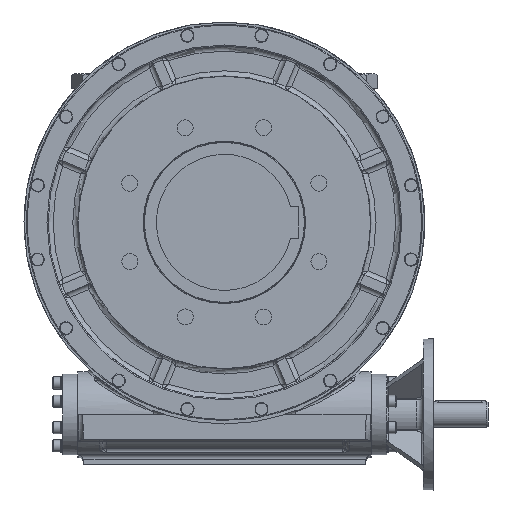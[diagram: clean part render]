
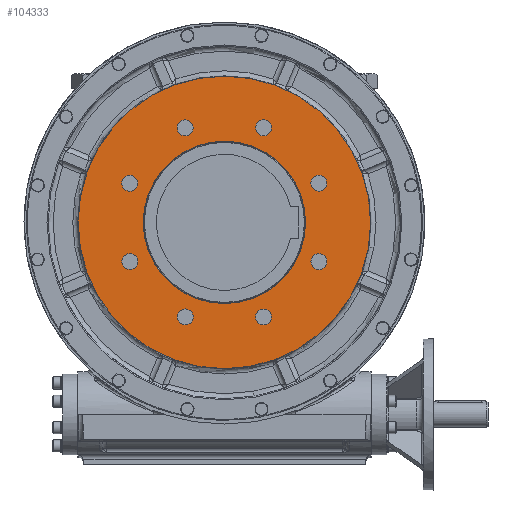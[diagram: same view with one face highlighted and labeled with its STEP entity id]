
A CAD part, front view. The second image highlights one B-rep face of the part: STEP entity #104333.
In plain terms, the highlighted planar face has unit normal (0, -1, 0).
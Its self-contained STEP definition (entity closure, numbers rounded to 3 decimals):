
#3900=PLANE('',#111905);
#43285=ORIENTED_EDGE('',*,*,#67457,.T.);
#43286=ORIENTED_EDGE('',*,*,#67456,.T.);
#43287=ORIENTED_EDGE('',*,*,#67455,.T.);
#43288=ORIENTED_EDGE('',*,*,#67454,.T.);
#43289=ORIENTED_EDGE('',*,*,#67453,.T.);
#43290=ORIENTED_EDGE('',*,*,#67452,.T.);
#43291=ORIENTED_EDGE('',*,*,#67451,.T.);
#43292=ORIENTED_EDGE('',*,*,#67450,.T.);
#43293=ORIENTED_EDGE('',*,*,#67449,.T.);
#43294=ORIENTED_EDGE('',*,*,#67458,.F.);
#67449=EDGE_CURVE('',#80432,#80432,#87676,.F.);
#67450=EDGE_CURVE('',#80433,#80433,#87677,.T.);
#67451=EDGE_CURVE('',#80434,#80434,#87678,.T.);
#67452=EDGE_CURVE('',#80435,#80435,#87679,.T.);
#67453=EDGE_CURVE('',#80436,#80436,#87680,.T.);
#67454=EDGE_CURVE('',#80437,#80437,#87681,.T.);
#67455=EDGE_CURVE('',#80438,#80438,#87682,.T.);
#67456=EDGE_CURVE('',#80439,#80439,#87683,.T.);
#67457=EDGE_CURVE('',#80440,#80440,#87684,.T.);
#67458=EDGE_CURVE('',#80441,#80441,#87685,.F.);
#80432=VERTEX_POINT('',#182371);
#80433=VERTEX_POINT('',#182374);
#80434=VERTEX_POINT('',#182377);
#80435=VERTEX_POINT('',#182380);
#80436=VERTEX_POINT('',#182383);
#80437=VERTEX_POINT('',#182386);
#80438=VERTEX_POINT('',#182389);
#80439=VERTEX_POINT('',#182392);
#80440=VERTEX_POINT('',#182395);
#80441=VERTEX_POINT('',#182398);
#87676=CIRCLE('',#111888,161.093);
#87677=CIRCLE('',#111890,15.835);
#87678=CIRCLE('',#111892,15.835);
#87679=CIRCLE('',#111894,15.835);
#87680=CIRCLE('',#111896,15.835);
#87681=CIRCLE('',#111898,15.835);
#87682=CIRCLE('',#111900,15.835);
#87683=CIRCLE('',#111902,15.835);
#87684=CIRCLE('',#111904,15.835);
#87685=CIRCLE('',#111906,290.07);
#91193=EDGE_LOOP('',(#43285));
#91194=EDGE_LOOP('',(#43286));
#91195=EDGE_LOOP('',(#43287));
#91196=EDGE_LOOP('',(#43288));
#91197=EDGE_LOOP('',(#43289));
#91198=EDGE_LOOP('',(#43290));
#91199=EDGE_LOOP('',(#43291));
#91200=EDGE_LOOP('',(#43292));
#91201=EDGE_LOOP('',(#43293));
#91202=EDGE_LOOP('',(#43294));
#97693=FACE_BOUND('',#91193,.T.);
#97694=FACE_BOUND('',#91194,.T.);
#97695=FACE_BOUND('',#91195,.T.);
#97696=FACE_BOUND('',#91196,.T.);
#97697=FACE_BOUND('',#91197,.T.);
#97698=FACE_BOUND('',#91198,.T.);
#97699=FACE_BOUND('',#91199,.T.);
#97700=FACE_BOUND('',#91200,.T.);
#97701=FACE_BOUND('',#91201,.T.);
#97702=FACE_BOUND('',#91202,.T.);
#104333=ADVANCED_FACE('',(#97693,#97694,#97695,#97696,#97697,#97698,#97699,
#97700,#97701,#97702),#3900,.T.);
#111888=AXIS2_PLACEMENT_3D('',#182370,#127166,#127167);
#111890=AXIS2_PLACEMENT_3D('',#182373,#127170,#127171);
#111892=AXIS2_PLACEMENT_3D('',#182376,#127174,#127175);
#111894=AXIS2_PLACEMENT_3D('',#182379,#127178,#127179);
#111896=AXIS2_PLACEMENT_3D('',#182382,#127182,#127183);
#111898=AXIS2_PLACEMENT_3D('',#182385,#127186,#127187);
#111900=AXIS2_PLACEMENT_3D('',#182388,#127190,#127191);
#111902=AXIS2_PLACEMENT_3D('',#182391,#127194,#127195);
#111904=AXIS2_PLACEMENT_3D('',#182394,#127198,#127199);
#111905=AXIS2_PLACEMENT_3D('',#182396,#127200,#127201);
#111906=AXIS2_PLACEMENT_3D('',#182397,#127202,#127203);
#127166=DIRECTION('',(0.,-1.,0.));
#127167=DIRECTION('',(0.,0.,-1.));
#127170=DIRECTION('',(0.,1.,0.));
#127171=DIRECTION('',(0.,0.,-1.));
#127174=DIRECTION('',(0.,1.,0.));
#127175=DIRECTION('',(0.707,0.,-0.707));
#127178=DIRECTION('',(0.,1.,0.));
#127179=DIRECTION('',(1.,0.,0.));
#127182=DIRECTION('',(0.,1.,0.));
#127183=DIRECTION('',(0.707,0.,0.707));
#127186=DIRECTION('',(0.,1.,0.));
#127187=DIRECTION('',(0.,0.,1.));
#127190=DIRECTION('',(0.,1.,0.));
#127191=DIRECTION('',(-0.707,0.,0.707));
#127194=DIRECTION('',(0.,1.,0.));
#127195=DIRECTION('',(-1.,0.,0.));
#127198=DIRECTION('',(0.,1.,0.));
#127199=DIRECTION('',(-0.707,0.,-0.707));
#127200=DIRECTION('',(0.,-1.,0.));
#127201=DIRECTION('',(0.,0.,-1.));
#127202=DIRECTION('',(0.,-1.,0.));
#127203=DIRECTION('',(0.,0.,-1.));
#182370=CARTESIAN_POINT('',(0.,0.,0.));
#182371=CARTESIAN_POINT('',(0.,0.,-161.093));
#182373=CARTESIAN_POINT('',(77.685,0.,187.548));
#182374=CARTESIAN_POINT('',(77.685,0.,171.713));
#182376=CARTESIAN_POINT('',(-77.685,0.,187.548));
#182377=CARTESIAN_POINT('',(-66.488,0.,176.351));
#182379=CARTESIAN_POINT('',(-187.548,0.,77.685));
#182380=CARTESIAN_POINT('',(-171.713,0.,77.685));
#182382=CARTESIAN_POINT('',(-187.548,0.,-77.685));
#182383=CARTESIAN_POINT('',(-176.351,0.,-66.488));
#182385=CARTESIAN_POINT('',(-77.685,0.,-187.548));
#182386=CARTESIAN_POINT('',(-77.685,0.,-171.713));
#182388=CARTESIAN_POINT('',(77.685,0.,-187.548));
#182389=CARTESIAN_POINT('',(66.488,0.,-176.351));
#182391=CARTESIAN_POINT('',(187.548,0.,-77.685));
#182392=CARTESIAN_POINT('',(171.713,0.,-77.685));
#182394=CARTESIAN_POINT('',(187.548,0.,77.685));
#182395=CARTESIAN_POINT('',(176.351,0.,66.488));
#182396=CARTESIAN_POINT('',(0.,0.,0.));
#182397=CARTESIAN_POINT('',(0.,0.,0.));
#182398=CARTESIAN_POINT('',(0.,0.,-290.07));
